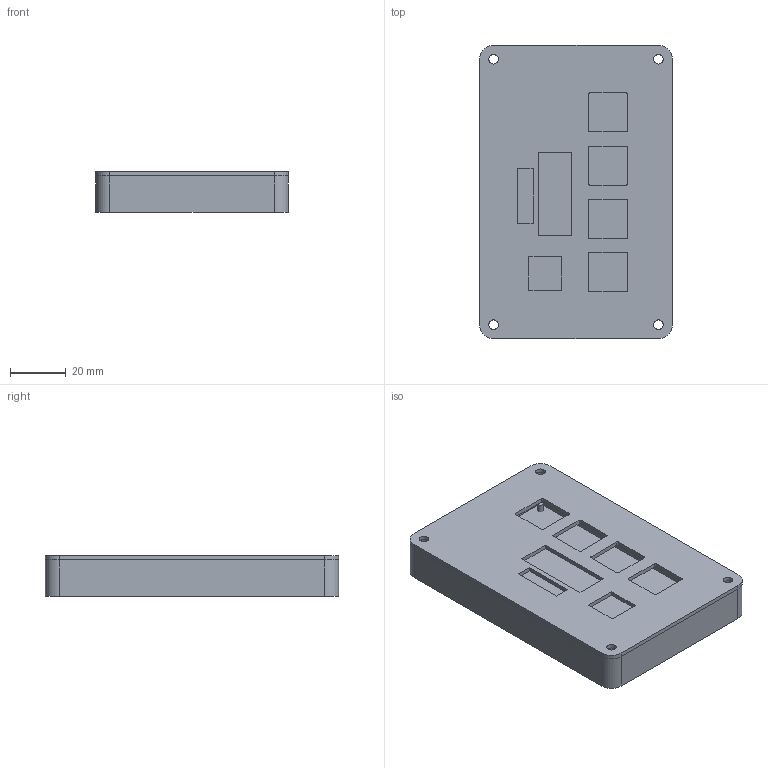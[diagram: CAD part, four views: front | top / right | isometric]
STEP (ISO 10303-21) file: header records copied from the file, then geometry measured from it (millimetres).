
FILE_DESCRIPTION(/* description */ (''),/* implementation_level */ '2;1');
FILE_NAME(/* name */ 'Assembled.step',/* time_stamp */ '2025-12-18T22:53:29+08:00',/* author */ (''),/* organization */ (''),/* preprocessor_version */ 'ST-DEVELOPER v20.1',/* originating_system */ 'Autodesk Translation Framework v14.21.0.0',/* authorisation */ '');
FILE_SCHEMA (('AUTOMOTIVE_DESIGN { 1 0 10303 214 3 1 1 }'));
Length unit declared in the file: millimetre
Products named in the file (6): Assembled; Case Top; Top; PCB; Case Bottom; Bottom
Assembly tree (5 placements, depth 3):
  Assembled
    Case Top
      Top
    PCB
    Case Bottom
      Bottom
Bounding box: 69 x 105 x 14.5 mm (x, y, z)
Volume: 66229 mm3; surface area: 44026.1 mm2
Topology: 3 solids, 3 shells, 98 faces, 258 edges, 172 vertices
Faces by surface type: plane 60, cylinder 38
Full cylindrical faces by diameter (mm): 2 x1, 3 x1, 3.4 x8, 6 x4
Entity records: 3278 total; most frequent: DIRECTION 554, CARTESIAN_POINT 540, ORIENTED_EDGE 516, EDGE_CURVE 258, AXIS2_PLACEMENT_3D 186, LINE 182, VECTOR 182, VERTEX_POINT 172
